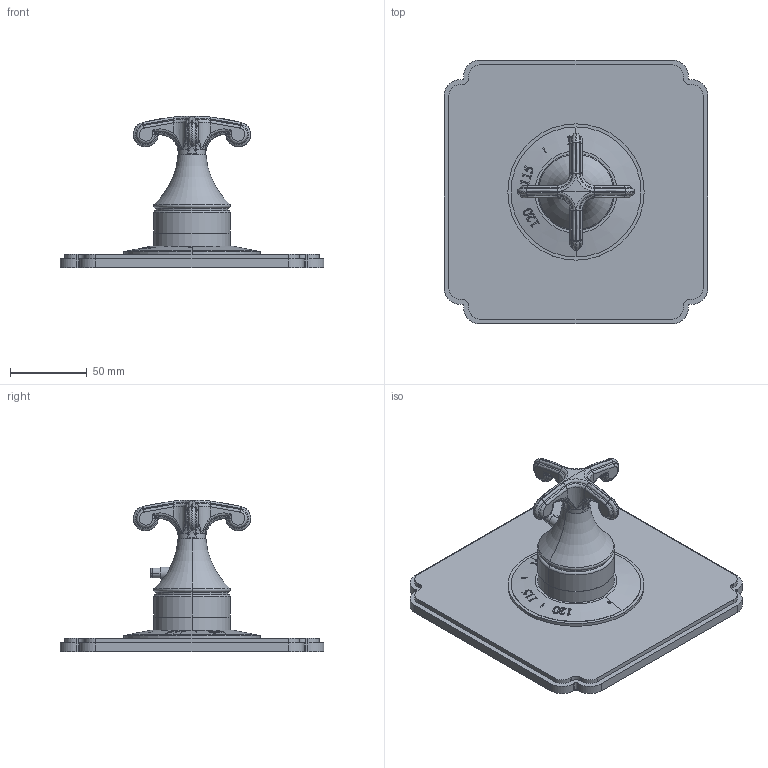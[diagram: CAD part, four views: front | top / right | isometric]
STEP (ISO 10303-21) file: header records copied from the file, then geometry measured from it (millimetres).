
FILE_DESCRIPTION((''),'2;1');
FILE_NAME('3-2524TS','2020-12-04T12:03:45',('jinson.thomas'),(''),'CREO PARAMETRIC BY PTC INC, 2018400','CREO PARAMETRIC BY PTC INC, 2018400','');
FILE_SCHEMA(('CONFIG_CONTROL_DESIGN'));
Length unit declared in the file: inch
Products named in the file (1): 3-2524TS
Bounding box: 171.45 x 171.45 x 98.5 mm (x, y, z)
Volume: 360690.5 mm3; surface area: 75233.9 mm2
Topology: 1 solids, 1 shells, 464 faces, 1147 edges, 697 vertices
Faces by surface type: bspline 163, plane 99, extrusion 91, cylinder 72, torus 24, sphere 10, cone 5
Entity records: 28120 total; most frequent: CARTESIAN_POINT 18745, ORIENTED_EDGE 2278, DIRECTION 1357, EDGE_CURVE 1139, VERTEX_POINT 697, B_SPLINE_CURVE_WITH_KNOTS 638, EDGE_LOOP 484, AXIS2_PLACEMENT_3D 464
